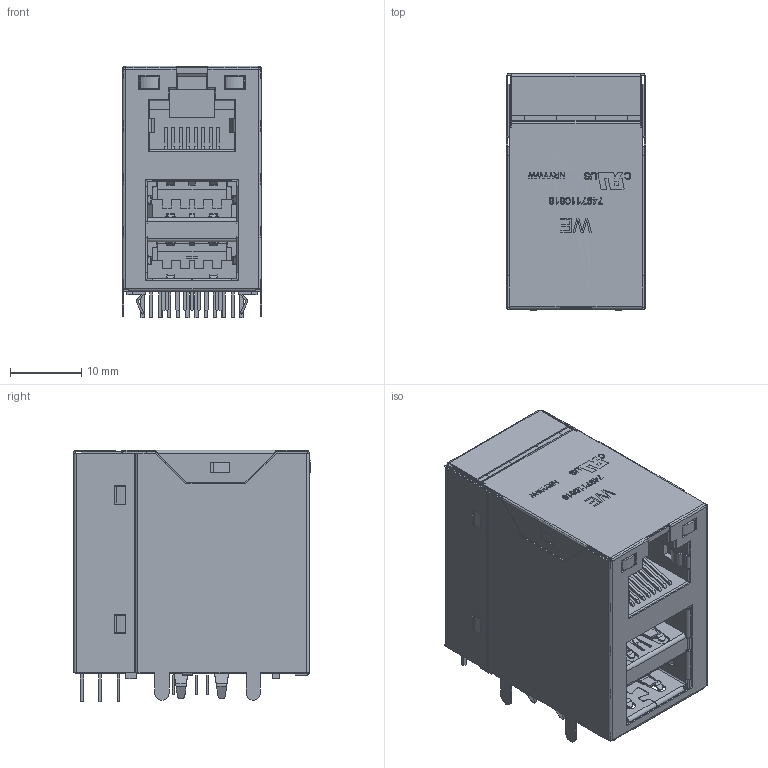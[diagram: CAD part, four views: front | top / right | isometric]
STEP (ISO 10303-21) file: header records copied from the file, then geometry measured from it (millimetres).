
FILE_DESCRIPTION(/* description */ ('Unknown'),/* implementation_level */ '2;1');
FILE_NAME(/* name */ 'T_Wurth_WE-RJ45LAN_7497110616',/* time_stamp */ '2025-08-21T10:33:26+08:00',/* author */ ('Unknown'),/* organization */ ('Unknown'),/* preprocessor_version */ 'ST-DEVELOPER v19.4',/* originating_system */ 'Solid Edge',/* authorisation */ 'Unknown');
FILE_SCHEMA (('AUTOMOTIVE_DESIGN {1 0 10303 214 3 1 1}'));
Products named in the file (2): T_Wurth_WE-RJ45LAN_7497110616
Assembly tree (1 placements, depth 2):
  T_Wurth_WE-RJ45LAN_7497110616
    T_Wurth_WE-RJ45LAN_7497110616
Bounding box: 19.5 x 33.15 x 35.2 mm (x, y, z)
Volume: 15328.5 mm3; surface area: 20893.8 mm2
Topology: 27 solids, 27 shells, 2095 faces, 5530 edges, 3526 vertices
Faces by surface type: plane 1536, cylinder 439, bspline 108, cone 12
Entity records: 68173 total; most frequent: CARTESIAN_POINT 14675, ORIENTED_EDGE 11050, DIRECTION 9624, EDGE_CURVE 5525, LINE 4268, VECTOR 4268, VERTEX_POINT 3526, AXIS2_PLACEMENT_3D 2678
